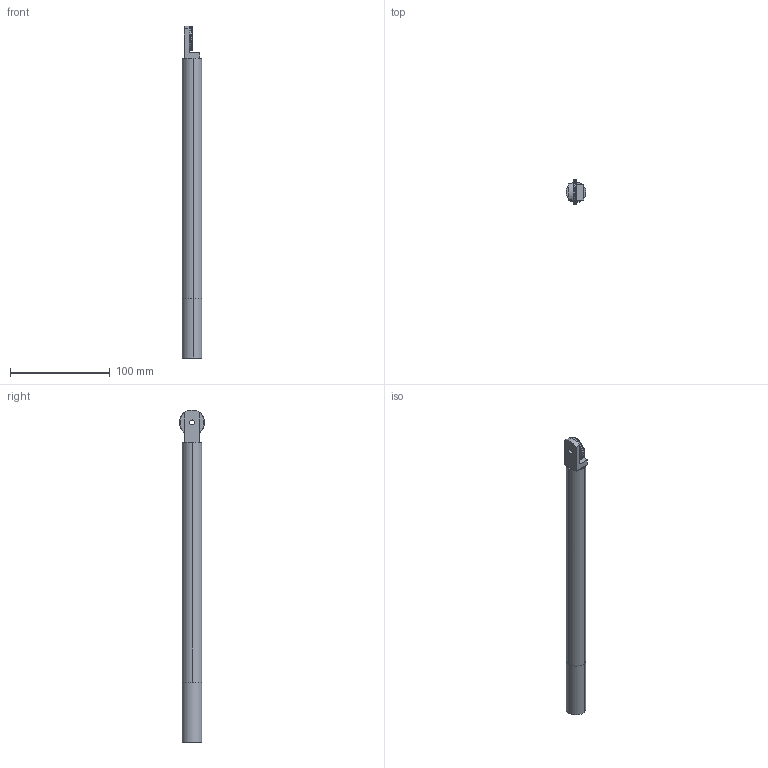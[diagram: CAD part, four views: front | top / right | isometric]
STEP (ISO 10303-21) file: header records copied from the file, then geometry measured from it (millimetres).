
FILE_DESCRIPTION (( 'STEP AP203' ), '1' );
FILE_NAME ('RTO-6.STEP', '2020-12-03T10:09:51', ( '' ), ( '' ), 'SwSTEP 2.0', 'SolidWorks 2019', '' );
FILE_SCHEMA (( 'CONFIG_CONTROL_DESIGN' ));
Length unit declared in the file: millimetre
Products named in the file (6): RTO-6.STEP; RTO-6A.STEP; RAVOCS7-16-01_Per__ dia5.STEP; tube guidon; RAVND25_Per__ dia5.STEP; RTO-6
Assembly tree (5 placements, depth 3):
  RTO-6
    RTO-6.STEP
      RTO-6A.STEP
      RAVOCS7-16-01_Per__ dia5.STEP
      RAVND25_Per__ dia5.STEP
    tube guidon
Bounding box: 20 x 25 x 332.5 mm (x, y, z)
Volume: 68799.9 mm3; surface area: 65972.8 mm2
Topology: 4 solids, 4 shells, 200 faces, 569 edges, 378 vertices
Faces by surface type: plane 178, cylinder 16, cone 4, torus 2
Entity records: 7215 total; most frequent: CARTESIAN_POINT 1636, ORIENTED_EDGE 1138, DIRECTION 1029, EDGE_CURVE 569, AXIS2_PLACEMENT_3D 411, VERTEX_POINT 378, EDGE_LOOP 209, LINE 207
